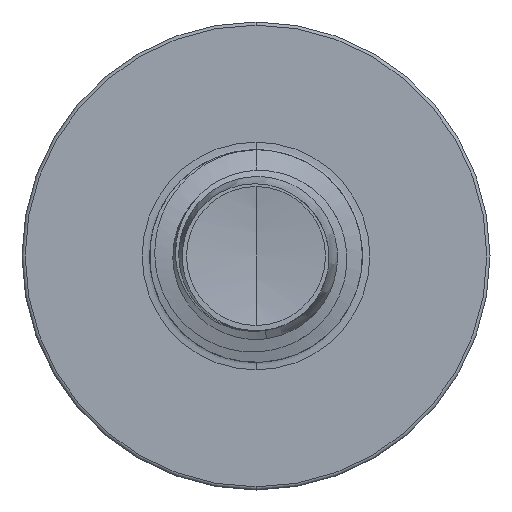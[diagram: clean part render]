
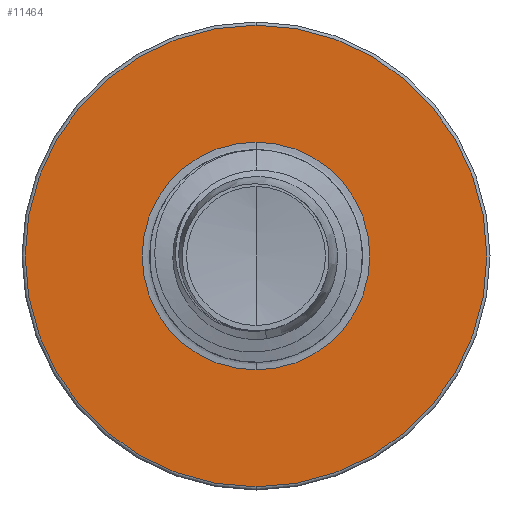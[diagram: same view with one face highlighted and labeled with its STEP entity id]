
A CAD part, front view. The second image highlights one B-rep face of the part: STEP entity #11464.
In plain terms, the highlighted planar face has unit normal (0, -1, 0).
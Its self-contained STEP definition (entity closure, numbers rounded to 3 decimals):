
#83 = CIRCLE ( 'NONE', #247, 2.677 ) ;
#247 = AXIS2_PLACEMENT_3D ( 'NONE', #14288, #5312, #15585 ) ;
#352 = ORIENTED_EDGE ( 'NONE', *, *, #15249, .F. ) ;
#522 = EDGE_CURVE ( 'NONE', #15252, #6098, #13710, .T. ) ;
#1524 = CARTESIAN_POINT ( 'NONE',  ( 0., 5.5, 5.425 ) ) ;
#2296 = FACE_OUTER_BOUND ( 'NONE', #16124, .T. ) ;
#2323 = CARTESIAN_POINT ( 'NONE',  ( 0., 5.5, -2.677 ) ) ;
#2600 = AXIS2_PLACEMENT_3D ( 'NONE', #6342, #16230, #8024 ) ;
#5312 = DIRECTION ( 'NONE',  ( 0., 1., 0. ) ) ;
#5556 = DIRECTION ( 'NONE',  ( 0., 0., 1. ) ) ;
#5587 = DIRECTION ( 'NONE',  ( 0., 1., 0. ) ) ;
#5612 = CARTESIAN_POINT ( 'NONE',  ( 0., 5.5, -2.677 ) ) ;
#5730 = PLANE ( 'NONE',  #16223 ) ;
#6098 = VERTEX_POINT ( 'NONE', #12307 ) ;
#6342 = CARTESIAN_POINT ( 'NONE',  ( 0., 5.5, 0. ) ) ;
#6965 = VERTEX_POINT ( 'NONE', #2323 ) ;
#8024 = DIRECTION ( 'NONE',  ( 0., 0., 1. ) ) ;
#10310 = AXIS2_PLACEMENT_3D ( 'NONE', #15481, #15385, #10915 ) ;
#10915 = DIRECTION ( 'NONE',  ( 0., 0., 1. ) ) ;
#11464 = ADVANCED_FACE ( 'NONE', ( #2296, #14453 ), #5730, .F. ) ;
#12307 = CARTESIAN_POINT ( 'NONE',  ( 0., 5.5, -5.425 ) ) ;
#13612 = CIRCLE ( 'NONE', #2600, 2.677 ) ;
#13628 = CIRCLE ( 'NONE', #13808, 5.425 ) ;
#13710 = CIRCLE ( 'NONE', #10310, 5.425 ) ;
#13744 = EDGE_LOOP ( 'NONE', ( #16795, #17606 ) ) ;
#13808 = AXIS2_PLACEMENT_3D ( 'NONE', #15697, #15695, #15682 ) ;
#14004 = ORIENTED_EDGE ( 'NONE', *, *, #522, .F. ) ;
#14288 = CARTESIAN_POINT ( 'NONE',  ( 0., 5.5, 0. ) ) ;
#14453 = FACE_BOUND ( 'NONE', #13744, .T. ) ;
#15249 = EDGE_CURVE ( 'NONE', #6098, #15252, #13628, .T. ) ;
#15252 = VERTEX_POINT ( 'NONE', #1524 ) ;
#15385 = DIRECTION ( 'NONE',  ( 0., 1., 0. ) ) ;
#15481 = CARTESIAN_POINT ( 'NONE',  ( 0., 5.5, 0. ) ) ;
#15585 = DIRECTION ( 'NONE',  ( 0., 0., 1. ) ) ;
#15682 = DIRECTION ( 'NONE',  ( 0., 0., 1. ) ) ;
#15695 = DIRECTION ( 'NONE',  ( 0., 1., 0. ) ) ;
#15697 = CARTESIAN_POINT ( 'NONE',  ( 0., 5.5, 0. ) ) ;
#16124 = EDGE_LOOP ( 'NONE', ( #14004, #352 ) ) ;
#16223 = AXIS2_PLACEMENT_3D ( 'NONE', #5612, #5587, #5556 ) ;
#16230 = DIRECTION ( 'NONE',  ( 0., 1., 0. ) ) ;
#16795 = ORIENTED_EDGE ( 'NONE', *, *, #17399, .T. ) ;
#17171 = CARTESIAN_POINT ( 'NONE',  ( 0., 5.5, 2.677 ) ) ;
#17399 = EDGE_CURVE ( 'NONE', #18015, #6965, #13612, .T. ) ;
#17606 = ORIENTED_EDGE ( 'NONE', *, *, #18136, .T. ) ;
#18015 = VERTEX_POINT ( 'NONE', #17171 ) ;
#18136 = EDGE_CURVE ( 'NONE', #6965, #18015, #83, .T. ) ;
